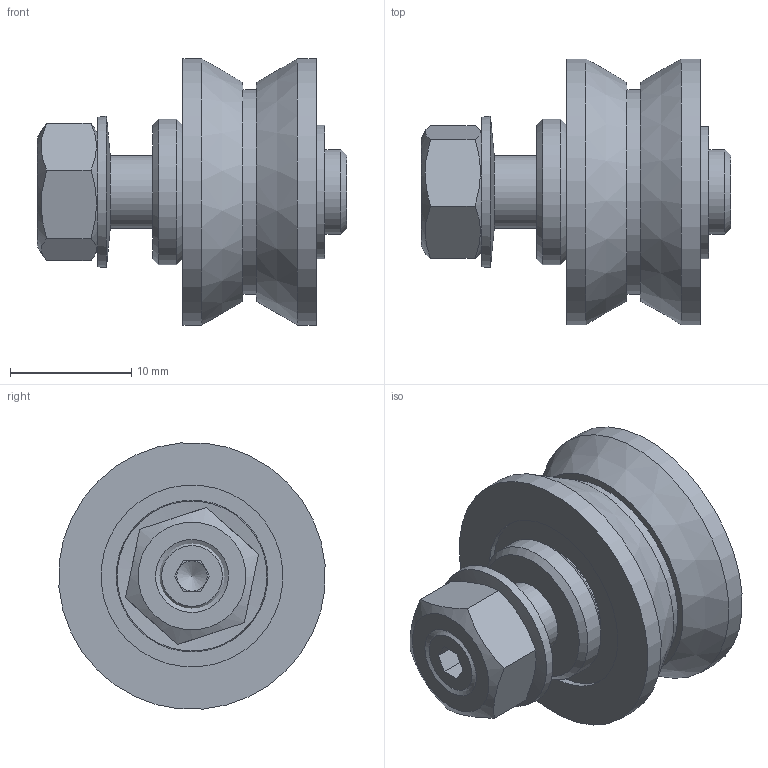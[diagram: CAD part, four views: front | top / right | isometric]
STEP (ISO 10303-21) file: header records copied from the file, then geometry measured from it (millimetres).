
FILE_DESCRIPTION(/* description */ ('RUOTA X GUIDA D.22-11 CONC. CON PERNO'),/* implementation_level */ '2;1');
FILE_NAME(/* name */ '23.522.00C.stp',/* time_stamp */ '2022-07-20T11:42:46+02:00',/* author */ ('tecnico7'),/* organization */ (''),/* preprocessor_version */ 'ST-DEVELOPER v18.1',/* originating_system */ 'Autodesk Inventor 2022',/* authorisation */ '');
FILE_SCHEMA (('AUTOMOTIVE_DESIGN { 1 0 10303 214 3 1 1 }'));
Length unit declared in the file: millimetre
Products named in the file (6): 23.522.00C; 70PE00130-A; CRUGC0000018; 440000000023; 440000000025; !25.501.00!!!
Assembly tree (5 placements, depth 2):
  23.522.00C
    70PE00130-A
    CRUGC0000018
    440000000023
    440000000025
    !25.501.00!!!
Bounding box: 25.5 x 21.92 x 21.92 mm (x, y, z)
Volume: 4483.2 mm3; surface area: 3428.6 mm2
Topology: 5 solids, 5 shells, 102 faces, 226 edges, 142 vertices
Faces by surface type: plane 54, cylinder 32, cone 16
Full cylindrical faces by diameter (mm): 2.5 x2, 4.917 x1, 5 x1, 6 x1, 7 x3, 10 x2, 12 x1, 15 x2, 16.9 x1, 22 x2
Entity records: 3089 total; most frequent: DIRECTION 530, CARTESIAN_POINT 503, ORIENTED_EDGE 448, EDGE_CURVE 224, AXIS2_PLACEMENT_3D 205, VERTEX_POINT 142, LINE 120, VECTOR 120
